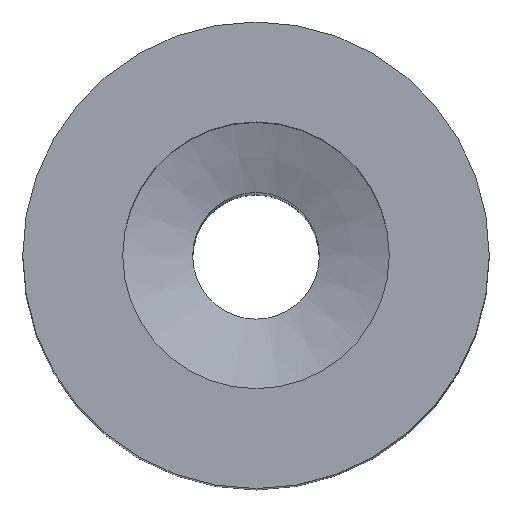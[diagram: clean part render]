
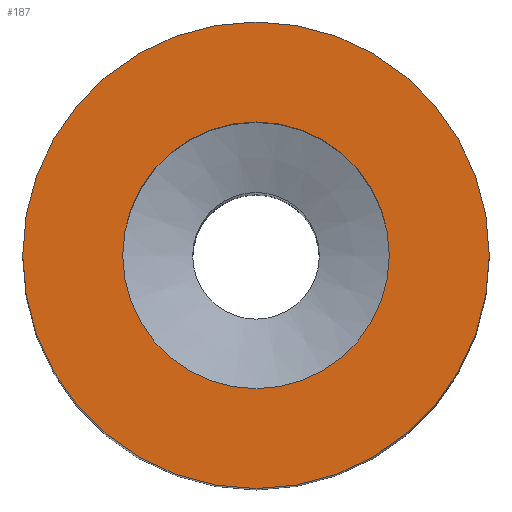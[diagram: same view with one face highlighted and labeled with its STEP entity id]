
A CAD part, top view. The second image highlights one B-rep face of the part: STEP entity #187.
In plain terms, the highlighted planar face has unit normal (0, 0, 1).
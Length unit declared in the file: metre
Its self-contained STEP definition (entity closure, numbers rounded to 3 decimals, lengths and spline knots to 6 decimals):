
#27=PLANE('',#242);
#55=ORIENTED_EDGE('',*,*,#75,.F.);
#56=ORIENTED_EDGE('',*,*,#81,.T.);
#75=EDGE_CURVE('',#93,#93,#109,.T.);
#81=EDGE_CURVE('',#99,#99,#113,.T.);
#93=VERTEX_POINT('',#340);
#99=VERTEX_POINT('',#355);
#109=CIRCLE('',#234,0.002);
#113=CIRCLE('',#241,0.0035);
#136=EDGE_LOOP('',(#55));
#137=EDGE_LOOP('',(#56));
#164=FACE_BOUND('',#136,.T.);
#165=FACE_BOUND('',#137,.T.);
#187=ADVANCED_FACE('',(#164,#165),#27,.T.);
#234=AXIS2_PLACEMENT_3D('',#339,#284,#285);
#241=AXIS2_PLACEMENT_3D('',#354,#300,#301);
#242=AXIS2_PLACEMENT_3D('',#356,#302,#303);
#284=DIRECTION('',(0.,0.,1.));
#285=DIRECTION('',(1.,0.,0.));
#300=DIRECTION('',(0.,0.,1.));
#301=DIRECTION('',(1.,0.,0.));
#302=DIRECTION('',(0.,0.,1.));
#303=DIRECTION('',(1.,0.,0.));
#339=CARTESIAN_POINT('',(0.,0.,0.0275));
#340=CARTESIAN_POINT('',(0.002,0.,0.0275));
#354=CARTESIAN_POINT('',(0.,0.,0.0275));
#355=CARTESIAN_POINT('',(0.0035,0.,0.0275));
#356=CARTESIAN_POINT('',(0.002,0.,0.0275));
